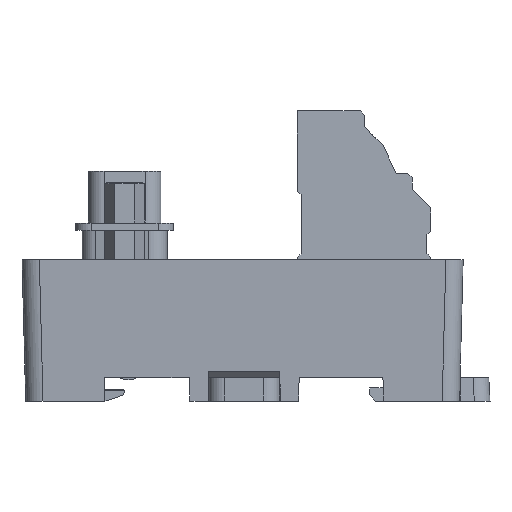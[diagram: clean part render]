
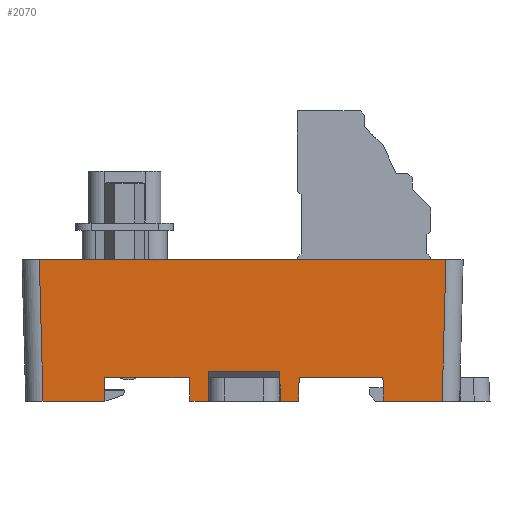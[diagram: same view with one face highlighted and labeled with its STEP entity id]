
A CAD part, left-side view. The second image highlights one B-rep face of the part: STEP entity #2070.
In plain terms, the highlighted planar face has unit normal (-1, 0, -0.026).
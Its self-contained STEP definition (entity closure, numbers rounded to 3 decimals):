
#1514=FACE_OUTER_BOUND('',#3533,.T.);
#2070=ADVANCED_FACE('',(#1514),#2666,.T.);
#2666=PLANE('',#12506);
#3533=EDGE_LOOP('',(#4856,#4857,#4858,#4859,#4860,#4861,#4862,#4863,#4864,
#4865,#4866,#4867,#4868,#4869,#4870,#4871));
#4856=ORIENTED_EDGE('',*,*,#8733,.T.);
#4857=ORIENTED_EDGE('',*,*,#8679,.F.);
#4858=ORIENTED_EDGE('',*,*,#8737,.T.);
#4859=ORIENTED_EDGE('',*,*,#8414,.T.);
#4860=ORIENTED_EDGE('',*,*,#8603,.T.);
#4861=ORIENTED_EDGE('',*,*,#8593,.T.);
#4862=ORIENTED_EDGE('',*,*,#8746,.T.);
#4863=ORIENTED_EDGE('',*,*,#8619,.T.);
#4864=ORIENTED_EDGE('',*,*,#8747,.T.);
#4865=ORIENTED_EDGE('',*,*,#8645,.T.);
#4866=ORIENTED_EDGE('',*,*,#8739,.F.);
#4867=ORIENTED_EDGE('',*,*,#8428,.T.);
#4868=ORIENTED_EDGE('',*,*,#8723,.F.);
#4869=ORIENTED_EDGE('',*,*,#8675,.F.);
#4870=ORIENTED_EDGE('',*,*,#8728,.T.);
#4871=ORIENTED_EDGE('',*,*,#8731,.F.);
#7384=VERTEX_POINT('',#16462);
#7385=VERTEX_POINT('',#16464);
#7398=VERTEX_POINT('',#16490);
#7399=VERTEX_POINT('',#16492);
#7535=VERTEX_POINT('',#16821);
#7536=VERTEX_POINT('',#16823);
#7547=VERTEX_POINT('',#16873);
#7548=VERTEX_POINT('',#16875);
#7565=VERTEX_POINT('',#16920);
#7566=VERTEX_POINT('',#16922);
#7588=VERTEX_POINT('',#16983);
#7589=VERTEX_POINT('',#16985);
#7592=VERTEX_POINT('',#16992);
#7593=VERTEX_POINT('',#16994);
#7620=VERTEX_POINT('',#17090);
#7621=VERTEX_POINT('',#17095);
#8414=EDGE_CURVE('',#7385,#7384,#9917,.T.);
#8428=EDGE_CURVE('',#7399,#7398,#9929,.T.);
#8593=EDGE_CURVE('',#7536,#7535,#10087,.T.);
#8603=EDGE_CURVE('',#7384,#7536,#10095,.T.);
#8619=EDGE_CURVE('',#7548,#7547,#10108,.T.);
#8645=EDGE_CURVE('',#7566,#7565,#10131,.T.);
#8675=EDGE_CURVE('',#7588,#7589,#10160,.T.);
#8679=EDGE_CURVE('',#7592,#7593,#10163,.T.);
#8723=EDGE_CURVE('',#7589,#7398,#10204,.T.);
#8728=EDGE_CURVE('',#7588,#7620,#10209,.T.);
#8731=EDGE_CURVE('',#7621,#7620,#10212,.T.);
#8733=EDGE_CURVE('',#7621,#7593,#10214,.T.);
#8737=EDGE_CURVE('',#7592,#7385,#10218,.T.);
#8739=EDGE_CURVE('',#7399,#7565,#10220,.T.);
#8746=EDGE_CURVE('',#7535,#7548,#10227,.T.);
#8747=EDGE_CURVE('',#7547,#7566,#10228,.T.);
#9917=LINE('',#16463,#11222);
#9929=LINE('',#16491,#11234);
#10087=LINE('',#16822,#11392);
#10095=LINE('',#16841,#11400);
#10108=LINE('',#16874,#11413);
#10131=LINE('',#16921,#11436);
#10160=LINE('',#16984,#11465);
#10163=LINE('',#16993,#11468);
#10204=LINE('',#17082,#11509);
#10209=LINE('',#17091,#11514);
#10212=LINE('',#17096,#11517);
#10214=LINE('',#17099,#11519);
#10218=LINE('',#17106,#11523);
#10220=LINE('',#17110,#11525);
#10227=LINE('',#17121,#11532);
#10228=LINE('',#17122,#11533);
#11222=VECTOR('',#13354,1.);
#11234=VECTOR('',#13370,1.);
#11392=VECTOR('',#13600,1.);
#11400=VECTOR('',#13622,1.);
#11413=VECTOR('',#13659,1.);
#11436=VECTOR('',#13694,1.);
#11465=VECTOR('',#13745,1.);
#11468=VECTOR('',#13752,1.);
#11509=VECTOR('',#13835,1.);
#11514=VECTOR('',#13846,1.);
#11517=VECTOR('',#13851,1.);
#11519=VECTOR('',#13855,1.);
#11523=VECTOR('',#13865,1.);
#11525=VECTOR('',#13869,1.);
#11532=VECTOR('',#13884,1.);
#11533=VECTOR('',#13885,1.);
#12506=AXIS2_PLACEMENT_3D('',#17123,#13886,#13887);
#13354=DIRECTION('',(0.,-1.,0.));
#13370=DIRECTION('',(0.,-1.,0.));
#13600=DIRECTION('',(0.,-1.,0.));
#13622=DIRECTION('',(0.026,-0.017,-1.));
#13659=DIRECTION('',(0.,1.,0.));
#13694=DIRECTION('',(0.,-1.,0.));
#13745=DIRECTION('',(0.,1.,0.));
#13752=DIRECTION('',(0.,1.,0.));
#13835=DIRECTION('',(-0.026,0.035,0.999));
#13846=DIRECTION('',(-0.026,-0.009,1.));
#13851=DIRECTION('',(0.,1.,0.));
#13855=DIRECTION('',(0.026,-0.009,-1.));
#13865=DIRECTION('',(-0.026,-0.035,0.999));
#13869=DIRECTION('',(0.026,0.017,-1.));
#13884=DIRECTION('',(-0.026,-0.026,0.999));
#13885=DIRECTION('',(0.026,-0.026,-0.999));
#13886=DIRECTION('',(-1.,0.,-0.026));
#13887=DIRECTION('',(-0.026,0.,1.));
#16462=CARTESIAN_POINT('',(73.243,-22.986,-13.25));
#16463=CARTESIAN_POINT('',(73.243,-5.336,-13.25));
#16464=CARTESIAN_POINT('',(73.243,-12.336,-13.25));
#16490=CARTESIAN_POINT('',(73.243,1.664,-13.25));
#16491=CARTESIAN_POINT('',(73.243,-5.336,-13.25));
#16492=CARTESIAN_POINT('',(73.243,12.414,-13.25));
#16821=CARTESIAN_POINT('',(73.321,-30.516,-16.25));
#16822=CARTESIAN_POINT('',(73.321,-5.336,-16.25));
#16823=CARTESIAN_POINT('',(73.321,-23.039,-16.25));
#16841=CARTESIAN_POINT('',(72.842,-22.719,2.059));
#16873=CARTESIAN_POINT('',(72.85,20.715,1.75));
#16874=CARTESIAN_POINT('',(72.85,-4.836,1.75));
#16875=CARTESIAN_POINT('',(72.85,-30.987,1.75));
#16920=CARTESIAN_POINT('',(73.321,12.466,-16.25));
#16921=CARTESIAN_POINT('',(73.321,-4.836,-16.25));
#16922=CARTESIAN_POINT('',(73.321,20.243,-16.25));
#16983=CARTESIAN_POINT('',(73.321,-0.76,-16.25));
#16984=CARTESIAN_POINT('',(73.321,-5.336,-16.25));
#16985=CARTESIAN_POINT('',(73.321,1.559,-16.25));
#16992=CARTESIAN_POINT('',(73.321,-12.231,-16.25));
#16993=CARTESIAN_POINT('',(73.321,-5.336,-16.25));
#16994=CARTESIAN_POINT('',(73.321,-9.912,-16.25));
#17082=CARTESIAN_POINT('',(73.274,1.622,-14.452));
#17090=CARTESIAN_POINT('',(73.224,-0.792,-12.524));
#17091=CARTESIAN_POINT('',(73.274,-0.776,-14.454));
#17095=CARTESIAN_POINT('',(73.224,-9.88,-12.524));
#17096=CARTESIAN_POINT('',(73.224,204.109,-12.524));
#17099=CARTESIAN_POINT('',(73.274,-9.897,-14.454));
#17106=CARTESIAN_POINT('',(72.857,-12.85,1.468));
#17110=CARTESIAN_POINT('',(73.274,12.435,-14.454));
#17121=CARTESIAN_POINT('',(72.867,-30.97,1.09));
#17122=CARTESIAN_POINT('',(72.867,20.697,1.09));
#17123=CARTESIAN_POINT('',(72.85,-4.836,1.747));
